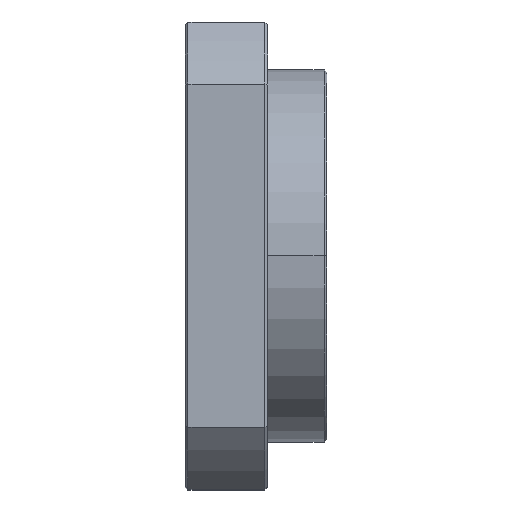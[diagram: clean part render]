
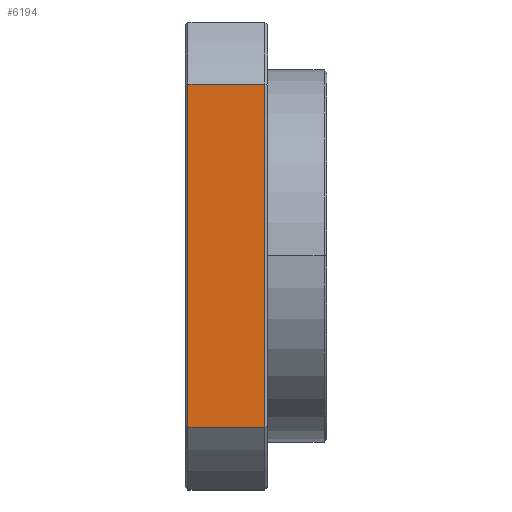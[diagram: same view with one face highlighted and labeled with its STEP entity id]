
A CAD part, top view. The second image highlights one B-rep face of the part: STEP entity #6194.
In plain terms, the highlighted planar face has unit normal (0, 0, 1).
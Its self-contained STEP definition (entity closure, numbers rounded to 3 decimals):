
#43 = LINE ( 'NONE', #3642, #3883 ) ;
#85 = CARTESIAN_POINT ( 'NONE',  ( 13.5, -28.996, 39.5 ) ) ;
#445 = ORIENTED_EDGE ( 'NONE', *, *, #2067, .T. ) ;
#559 = VERTEX_POINT ( 'NONE', #3857 ) ;
#743 = LINE ( 'NONE', #4290, #4825 ) ;
#768 = ORIENTED_EDGE ( 'NONE', *, *, #2980, .T. ) ;
#1410 = CARTESIAN_POINT ( 'NONE',  ( 50., 28.996, 39.5 ) ) ;
#1474 = PLANE ( 'NONE',  #3697 ) ;
#1546 = ORIENTED_EDGE ( 'NONE', *, *, #4937, .F. ) ;
#2025 = CARTESIAN_POINT ( 'NONE',  ( 50., -39.5, 39.5 ) ) ;
#2067 = EDGE_CURVE ( 'NONE', #2971, #559, #4519, .T. ) ;
#2290 = VERTEX_POINT ( 'NONE', #4975 ) ;
#2368 = DIRECTION ( 'NONE',  ( 0., 1., 0. ) ) ;
#2403 = CARTESIAN_POINT ( 'NONE',  ( 13.5, -39.5, 39.5 ) ) ;
#2792 = CARTESIAN_POINT ( 'NONE',  ( 13.5, 28.996, 39.5 ) ) ;
#2942 = ORIENTED_EDGE ( 'NONE', *, *, #4628, .F. ) ;
#2971 = VERTEX_POINT ( 'NONE', #2792 ) ;
#2980 = EDGE_CURVE ( 'NONE', #4354, #2971, #5395, .T. ) ;
#2991 = EDGE_LOOP ( 'NONE', ( #1546, #768, #445, #2942 ) ) ;
#3622 = DIRECTION ( 'NONE',  ( 1., 0., 0. ) ) ;
#3642 = CARTESIAN_POINT ( 'NONE',  ( 0.5, -39.5, 39.5 ) ) ;
#3697 = AXIS2_PLACEMENT_3D ( 'NONE', #2025, #5546, #3622 ) ;
#3730 = DIRECTION ( 'NONE',  ( -1., 0., 0. ) ) ;
#3857 = CARTESIAN_POINT ( 'NONE',  ( 0.5, 28.996, 39.5 ) ) ;
#3883 = VECTOR ( 'NONE', #5683, 1000. ) ;
#3996 = FACE_OUTER_BOUND ( 'NONE', #2991, .T. ) ;
#4073 = VECTOR ( 'NONE', #2368, 1000. ) ;
#4290 = CARTESIAN_POINT ( 'NONE',  ( -81.647, -28.996, 39.5 ) ) ;
#4354 = VERTEX_POINT ( 'NONE', #85 ) ;
#4519 = LINE ( 'NONE', #1410, #5537 ) ;
#4628 = EDGE_CURVE ( 'NONE', #2290, #559, #43, .T. ) ;
#4825 = VECTOR ( 'NONE', #3730, 1000. ) ;
#4937 = EDGE_CURVE ( 'NONE', #4354, #2290, #743, .T. ) ;
#4975 = CARTESIAN_POINT ( 'NONE',  ( 0.5, -28.996, 39.5 ) ) ;
#5395 = LINE ( 'NONE', #2403, #4073 ) ;
#5537 = VECTOR ( 'NONE', #6562, 1000. ) ;
#5546 = DIRECTION ( 'NONE',  ( 0., 0., 1. ) ) ;
#5683 = DIRECTION ( 'NONE',  ( 0., 1., 0. ) ) ;
#6194 = ADVANCED_FACE ( 'NONE', ( #3996 ), #1474, .T. ) ;
#6562 = DIRECTION ( 'NONE',  ( -1., 0., 0. ) ) ;
